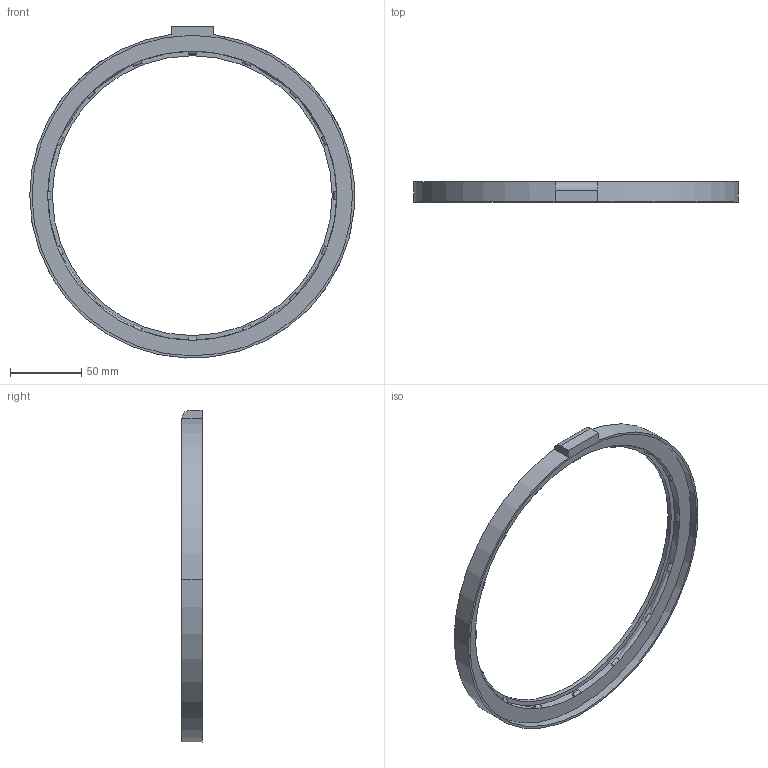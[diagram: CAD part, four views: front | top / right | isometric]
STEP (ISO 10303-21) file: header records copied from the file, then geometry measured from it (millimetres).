
FILE_DESCRIPTION(/* description */ (''),/* implementation_level */ '2;1');
FILE_NAME(/* name */ 'dispenser_cover.step',/* time_stamp */ '2021-11-26T10:31:54-06:00',/* author */ (''),/* organization */ (''),/* preprocessor_version */ 'ST-DEVELOPER v18.1',/* originating_system */ 'Autodesk Translation Framework v10.10.0.1391',/* authorisation */ '');
FILE_SCHEMA (('AUTOMOTIVE_DESIGN { 1 0 10303 214 3 1 1 }'));
Length unit declared in the file: millimetre
Products named in the file (1): Dispenser
Bounding box: 228.22 x 14.16 x 233.49 mm (x, y, z)
Volume: 87174.5 mm3; surface area: 41567.5 mm2
Topology: 1 solids, 1 shells, 95 faces, 273 edges, 182 vertices
Faces by surface type: plane 73, cylinder 22
Full cylindrical faces by diameter (mm): 196.85 x1, 203.2 x1, 225.425 x1
Entity records: 3165 total; most frequent: CARTESIAN_POINT 557, ORIENTED_EDGE 546, DIRECTION 539, EDGE_CURVE 273, LINE 195, VECTOR 195, VERTEX_POINT 182, AXIS2_PLACEMENT_3D 172
